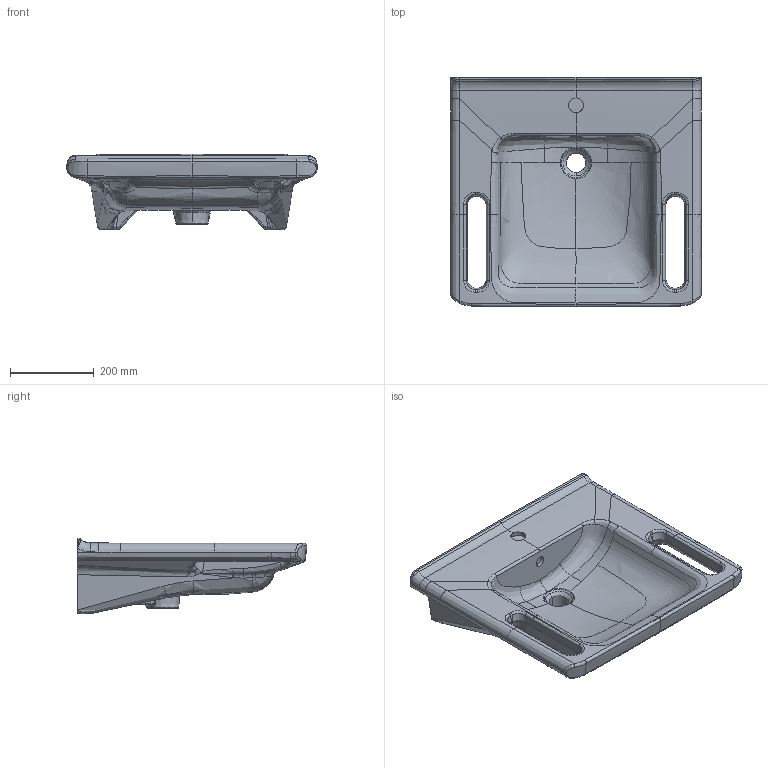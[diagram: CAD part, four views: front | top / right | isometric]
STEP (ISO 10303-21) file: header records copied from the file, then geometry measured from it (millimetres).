
FILE_DESCRIPTION(/* description */ (''),/* implementation_level */ '2;1');
FILE_NAME(/* name */ 'E00034039_000_1-03_PRT_W4A6860_vereinfachtes_3D_Modell.stp',/* time_stamp */ '2023-08-24T14:19:15+02:00',/* author */ (''),/* organization */ (''),/* preprocessor_version */ 'ST-DEVELOPER v18.1',/* originating_system */ 'SIEMENS PLM Software NX 1973',/* authorisation */ '');
FILE_SCHEMA (('AUTOMOTIVE_DESIGN { 1 0 10303 214 3 1 1 1 }'));
Products named in the file (1): E00034039_000_1-03_PRT_W4A6860_vereinfachtes_3D_Modell
Bounding box: 600.21 x 549.51 x 180.73 mm (x, y, z)
Volume: 16584031.2 mm3; surface area: 970594.7 mm2
Topology: 1 solids, 1 shells, 446 faces, 2665 edges, 3765 vertices
Faces by surface type: bspline 354, cylinder 40, plane 36, sphere 8, extrusion 6, revolution 2
Full cylindrical faces by diameter (mm): 25 x1
Entity records: 62073 total; most frequent: CARTESIAN_POINT 41895, DIRECTION 2308, ORIENTED_EDGE 2190, VECTOR 1636, LINE 1630, STYLED_ITEM 1560, PRESENTATION_STYLE_ASSIGNMENT 1560, CURVE_STYLE 1558
